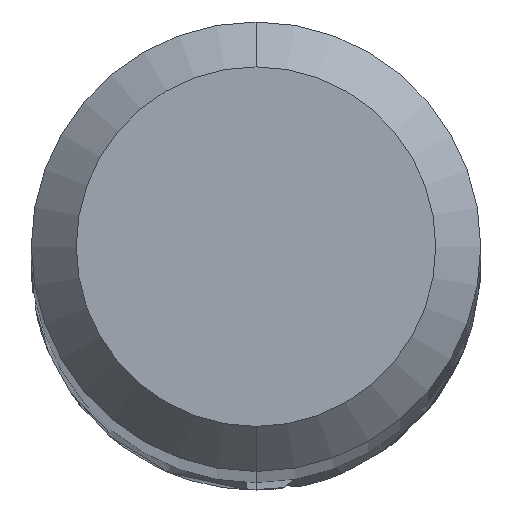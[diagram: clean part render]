
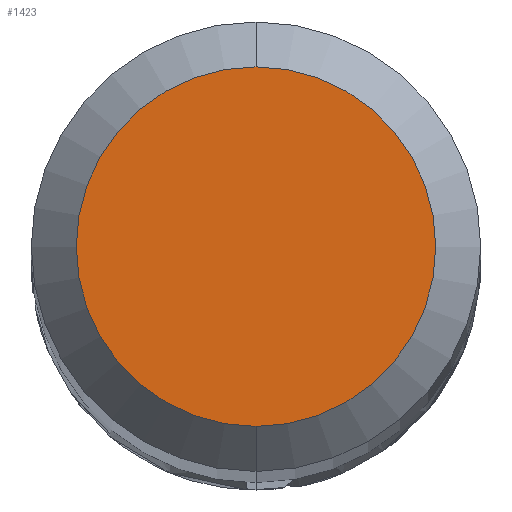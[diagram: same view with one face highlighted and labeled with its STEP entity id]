
A CAD part, top view. The second image highlights one B-rep face of the part: STEP entity #1423.
In plain terms, the highlighted planar face has unit normal (0, 0, 1).
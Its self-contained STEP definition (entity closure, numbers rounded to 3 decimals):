
#829=EDGE_CURVE('',#1593,#1351,#2009,.T.);
#1351=VERTEX_POINT('',#2583);
#1423=ADVANCED_FACE('',(#2660),#2661,.T.);
#1593=VERTEX_POINT('',#2846);
#1669=EDGE_CURVE('',#1351,#1593,#2928,.T.);
#2009=CIRCLE('',#4201,1.2);
#2583=CARTESIAN_POINT('',(0.,-1.2,0.0));
#2660=FACE_OUTER_BOUND('',#8299,.T.);
#2661=PLANE('',#8300);
#2846=CARTESIAN_POINT('',(0.0,1.2,0.0));
#2928=CIRCLE('',#9859,1.2);
#4201=AXIS2_PLACEMENT_3D('',#10416,#10417,#10418);
#8299=EDGE_LOOP('',(#11077,#11078));
#8300=AXIS2_PLACEMENT_3D('',#11079,#11080,#11081);
#9859=AXIS2_PLACEMENT_3D('',#11329,#11330,#11331);
#10416=CARTESIAN_POINT('',(0.0,0.0,0.0));
#10417=DIRECTION('',(0.0,0.0,-1.0));
#10418=DIRECTION('',(0.0,1.0,0.0));
#11077=ORIENTED_EDGE('',*,*,#829,.F.);
#11078=ORIENTED_EDGE('',*,*,#1669,.F.);
#11079=CARTESIAN_POINT('',(0.0,0.6,0.0));
#11080=DIRECTION('',(-0.0,0.0,1.0));
#11081=DIRECTION('',(0.0,-1.0,0.0));
#11329=CARTESIAN_POINT('',(0.0,0.0,0.0));
#11330=DIRECTION('',(0.0,0.0,-1.0));
#11331=DIRECTION('',(0.0,1.0,0.0));
